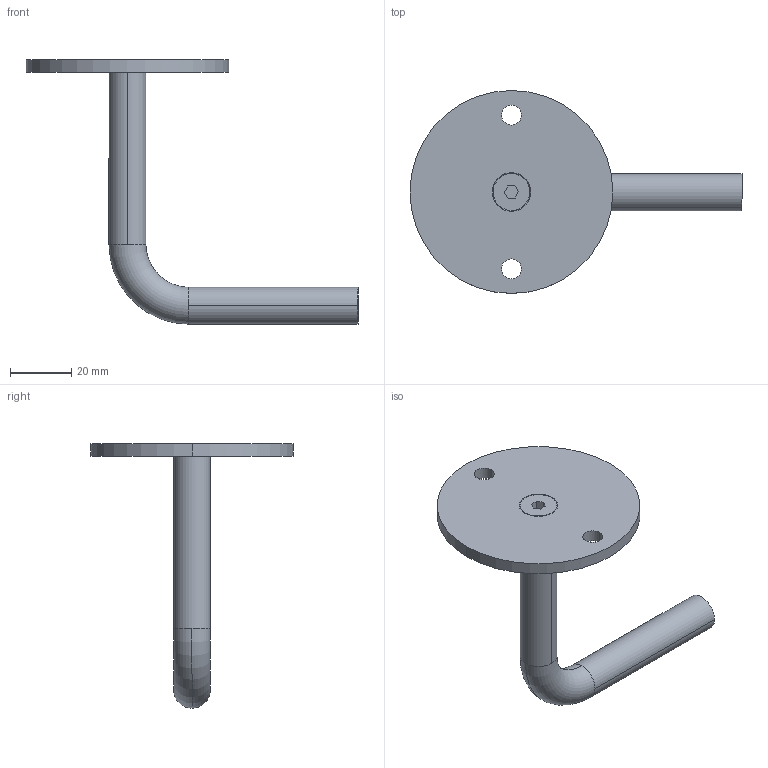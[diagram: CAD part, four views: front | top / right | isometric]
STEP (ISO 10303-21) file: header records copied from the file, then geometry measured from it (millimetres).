
FILE_DESCRIPTION (( 'STEP AP203' ), '1' );
FILE_NAME ('A_0114-266-M6.STEP', '2018-12-12T07:29:06', ( '' ), ( '' ), 'SwSTEP 2.0', 'SolidWorks 2018', '' );
FILE_SCHEMA (( 'CONFIG_CONTROL_DESIGN' ));
Length unit declared in the file: millimetre
Products named in the file (4): A_0114-266-M6.P1; A_0114-266-M6; Skrutka DIN 7991_Skrutka M 6x 16; A_0114-266-M6.P2
Assembly tree (3 placements, depth 2):
  A_0114-266-M6
    A_0114-266-M6.P1
    A_0114-266-M6.P2
    Skrutka DIN 7991_Skrutka M 6x 16
Bounding box: 108 x 66 x 86 mm (x, y, z)
Volume: 28909.6 mm3; surface area: 14404 mm2
Topology: 3 solids, 3 shells, 51 faces, 114 edges, 68 vertices
Faces by surface type: cylinder 22, cone 14, plane 13, torus 2
Entity records: 1818 total; most frequent: DIRECTION 280, CARTESIAN_POINT 235, ORIENTED_EDGE 220, AXIS2_PLACEMENT_3D 113, EDGE_CURVE 110, VERTEX_POINT 68, EDGE_LOOP 60, CIRCLE 56
